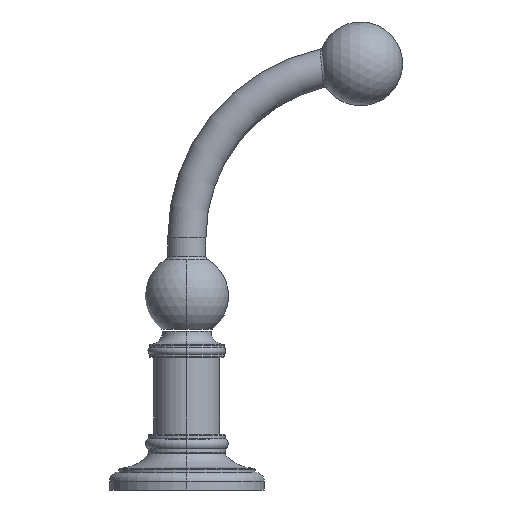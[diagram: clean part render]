
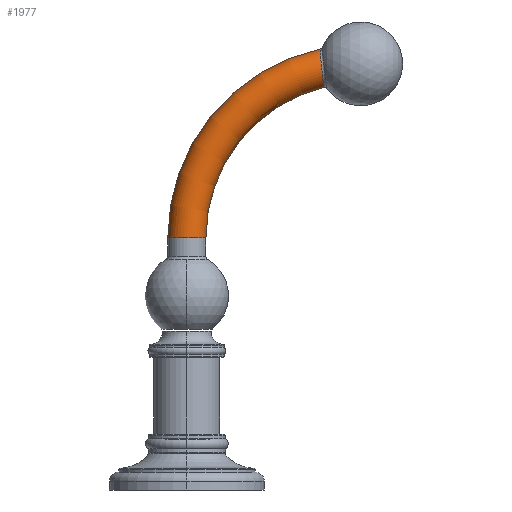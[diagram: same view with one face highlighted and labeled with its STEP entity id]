
A CAD part, left-side view. The second image highlights one B-rep face of the part: STEP entity #1977.
In plain terms, the highlighted toroidal (fillet/blend) face has major radius 57 mm and minor radius 6.25 mm.
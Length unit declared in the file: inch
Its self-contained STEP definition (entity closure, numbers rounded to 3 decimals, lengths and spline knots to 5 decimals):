
#1526=CARTESIAN_POINT('',(0.,-1.76565,
5.19778));
#1527=CARTESIAN_POINT('',(-0.01826,-1.76565,
5.19778));
#1528=CARTESIAN_POINT('',(-0.0548,-1.76525,
5.20188));
#1529=CARTESIAN_POINT('',(-0.10697,-1.76344,
5.22008));
#1530=CARTESIAN_POINT('',(-0.15394,-1.76053,
5.24952));
#1531=CARTESIAN_POINT('',(-0.19327,-1.75669,
5.28866));
#1532=CARTESIAN_POINT('',(-0.22316,-1.75207,
5.336));
#1533=CARTESIAN_POINT('',(-0.2417,-1.74699,
5.38857));
#1534=CARTESIAN_POINT('',(-0.24815,-1.74166,
5.44419));
#1535=CARTESIAN_POINT('',(-0.24209,-1.7364,
5.49966));
#1536=CARTESIAN_POINT('',(-0.22386,-1.73144,
5.55244));
#1537=CARTESIAN_POINT('',(-0.19487,-1.72711,
5.59886));
#1538=CARTESIAN_POINT('',(-0.15989,-1.72379,
5.63463));
#1539=CARTESIAN_POINT('',(-0.12436,-1.72151,
5.65938));
#1540=CARTESIAN_POINT('',(-0.0895,-1.71998,
5.67599));
#1541=CARTESIAN_POINT('',(-0.05686,-1.71907,
5.68597));
#1542=CARTESIAN_POINT('',(-0.02697,-1.7186,
5.69102));
#1543=CARTESIAN_POINT('',(-0.00864,-1.71852,
5.69194));
#1544=CARTESIAN_POINT('',(0.,-1.71852,
5.69194));
#1546=CARTESIAN_POINT('',(0.,-2.24409,3.25787));
#1547=DIRECTION('',(-1.,0.,0.));
#1548=DIRECTION('',(0.,0.239,0.971));
#1549=AXIS2_PLACEMENT_3D('',#1546,#1547,#1548);
#1551=CARTESIAN_POINT('',(0.,-1.71852,
5.69194));
#1568=CARTESIAN_POINT('',(0.,-1.76565,
5.19778));
#1570=CARTESIAN_POINT('',(0.,-2.24409,3.25787));
#1571=DIRECTION('',(-1.,0.,0.));
#1572=DIRECTION('',(0.,0.211,0.977));
#1573=AXIS2_PLACEMENT_3D('',#1570,#1571,#1572);
#1575=CARTESIAN_POINT('',(0.,0.,3.25787));
#1576=DIRECTION('',(0.,0.,-1.));
#1577=DIRECTION('',(0.,-1.,0.));
#1578=AXIS2_PLACEMENT_3D('',#1575,#1576,#1577);
#1715=CARTESIAN_POINT('',(0.,-0.24606,3.25787));
#1716=CARTESIAN_POINT('',(0.,0.24606,3.25787));
#1717=VERTEX_POINT('',#1715);
#1718=VERTEX_POINT('',#1716);
#1721=VERTEX_POINT('',#1551);
#1722=VERTEX_POINT('',#1568);
#1962=CARTESIAN_POINT('',(0.,-2.24409,3.25787));
#1963=DIRECTION('',(-1.,0.,0.));
#1964=DIRECTION('',(0.,0.,-1.));
#1965=AXIS2_PLACEMENT_3D('',#1962,#1963,#1964);
#1966=TOROIDAL_SURFACE('',#1965,2.24409,0.24606);
#1968=ORIENTED_EDGE('',*,*,#1967,.F.);
#1970=ORIENTED_EDGE('',*,*,#1969,.T.);
#1972=ORIENTED_EDGE('',*,*,#1971,.T.);
#1974=ORIENTED_EDGE('',*,*,#1973,.F.);
#1975=EDGE_LOOP('',(#1968,#1970,#1972,#1974));
#1976=FACE_OUTER_BOUND('',#1975,.F.);
#1977=ADVANCED_FACE('',(#1976),#1966,.T.);
#1545=B_SPLINE_CURVE_WITH_KNOTS('',3,(#1526,#1527,#1528,#1529,#1530,#1531,#1532,
#1533,#1534,#1535,#1536,#1537,#1538,#1539,#1540,#1541,#1542,#1543,#1544),
.UNSPECIFIED.,.F.,.F.,(4,1,1,1,1,1,1,1,1,1,1,1,1,1,1,1,4),(0.,0.0625,0.125,
0.1875,0.25,0.3125,0.375,0.4375,0.5,0.5625,0.625,0.6875,
0.75,0.8125,0.875,0.9375,1.),.UNSPECIFIED.);
#1550=CIRCLE('',#1549,1.99803);
#1574=CIRCLE('',#1573,2.49016);
#1579=CIRCLE('',#1578,0.24606);
#1967=EDGE_CURVE('',#1722,#1721,#1545,.T.);
#1969=EDGE_CURVE('',#1722,#1717,#1550,.T.);
#1971=EDGE_CURVE('',#1717,#1718,#1579,.T.);
#1973=EDGE_CURVE('',#1721,#1718,#1574,.T.);
